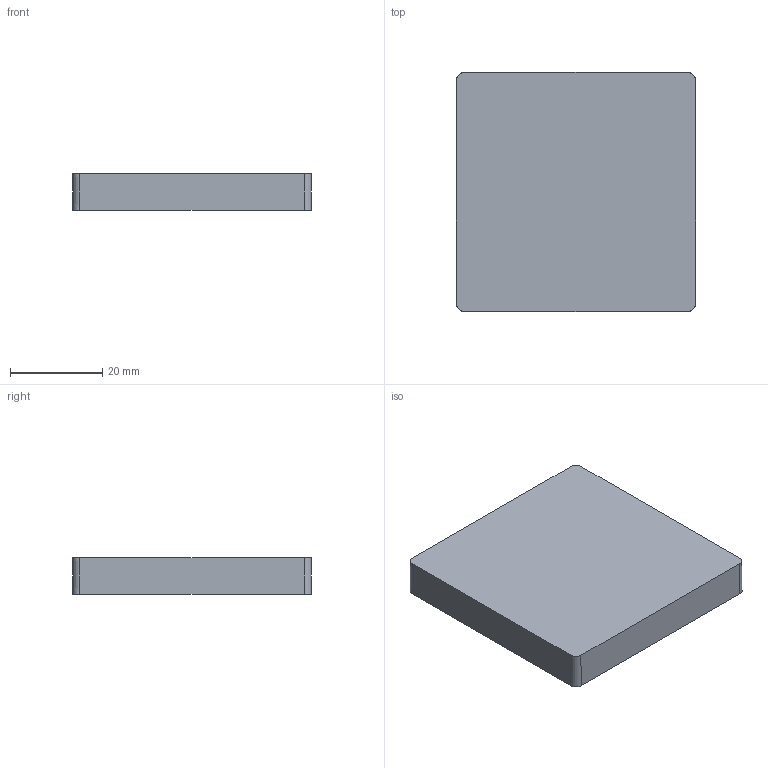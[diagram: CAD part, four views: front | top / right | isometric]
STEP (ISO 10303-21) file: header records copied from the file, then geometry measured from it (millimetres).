
FILE_DESCRIPTION(/* description */ ('Unknown'),/* implementation_level */ '2;1');
FILE_NAME(/* name */ '23445000',/* time_stamp */ '2022-08-26T14:50:01+02:00',/* author */ ('Unknown'),/* organization */ ('GROHE AG'),/* preprocessor_version */ 'ST-DEVELOPER v16.7',/* originating_system */ 'DEX',/* authorisation */ $);
FILE_SCHEMA (('AUTOMOTIVE_DESIGN {1 0 10303 214 3 1 1}'));
Length unit declared in the file: millimetre
Products named in the file (6): 23445000; id51; 1_1; 401809; square#9
Assembly tree (5 placements, depth 2):
  23445000
    23445000
    id51
    1_1
    401809
    square#9
Bounding box: 51.97 x 51.97 x 8 mm (x, y, z)
Volume: 21528.5 mm3; surface area: 7021.6 mm2
Topology: 1 solids, 1 shells, 10 faces, 24 edges, 16 vertices
Faces by surface type: plane 6, cone 4
Entity records: 421 total; most frequent: DIRECTION 64, CARTESIAN_POINT 56, ORIENTED_EDGE 48, EDGE_CURVE 24, AXIS2_PLACEMENT_3D 24, LINE 16, VECTOR 16, VERTEX_POINT 16
